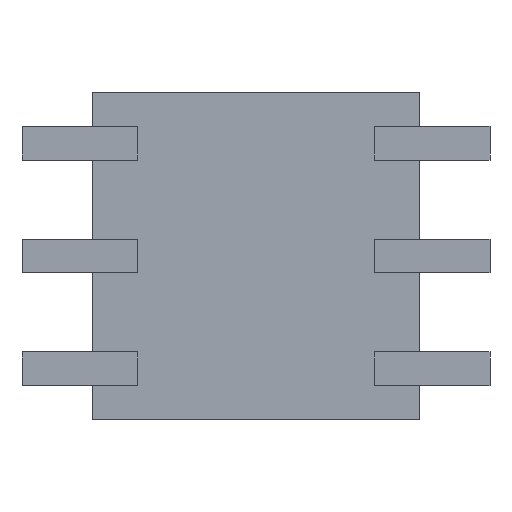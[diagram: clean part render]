
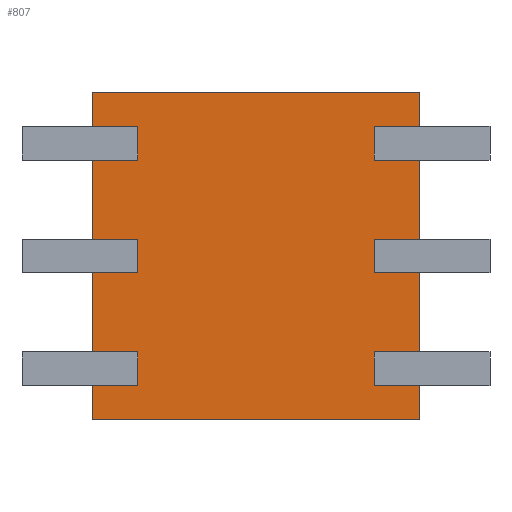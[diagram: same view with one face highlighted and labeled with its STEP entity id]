
A CAD part, front view. The second image highlights one B-rep face of the part: STEP entity #807.
In plain terms, the highlighted planar face has unit normal (0, -1, 0).
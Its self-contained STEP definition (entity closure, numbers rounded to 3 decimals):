
#35=FACE_OUTER_BOUND('',#88,.T.);
#88=EDGE_LOOP('',(#553,#554,#555,#556));
#139=LINE('',#1153,#247);
#142=LINE('',#1159,#250);
#145=LINE('',#1165,#253);
#148=LINE('',#1169,#256);
#247=VECTOR('',#935,10.);
#250=VECTOR('',#940,10.);
#253=VECTOR('',#945,10.);
#256=VECTOR('',#950,10.);
#355=VERTEX_POINT('',#1150);
#356=VERTEX_POINT('',#1152);
#358=VERTEX_POINT('',#1158);
#360=VERTEX_POINT('',#1164);
#427=EDGE_CURVE('',#356,#355,#139,.T.);
#430=EDGE_CURVE('',#358,#356,#142,.T.);
#433=EDGE_CURVE('',#360,#358,#145,.T.);
#436=EDGE_CURVE('',#355,#360,#148,.T.);
#553=ORIENTED_EDGE('',*,*,#436,.T.);
#554=ORIENTED_EDGE('',*,*,#433,.T.);
#555=ORIENTED_EDGE('',*,*,#430,.T.);
#556=ORIENTED_EDGE('',*,*,#427,.T.);
#754=PLANE('',#881);
#807=ADVANCED_FACE('',(#35),#754,.T.);
#881=AXIS2_PLACEMENT_3D('',#1171,#953,#954);
#935=DIRECTION('',(0.,0.,1.));
#940=DIRECTION('',(1.,0.,0.));
#945=DIRECTION('',(0.,0.,-1.));
#950=DIRECTION('',(-1.,0.,0.));
#953=DIRECTION('center_axis',(0.,-1.,0.));
#954=DIRECTION('ref_axis',(0.,0.,-1.));
#1150=CARTESIAN_POINT('',(2.9,-5.2,2.9));
#1152=CARTESIAN_POINT('',(2.9,-5.2,-2.9));
#1153=CARTESIAN_POINT('',(2.9,-5.2,-2.9));
#1158=CARTESIAN_POINT('',(-2.9,-5.2,-2.9));
#1159=CARTESIAN_POINT('',(-2.9,-5.2,-2.9));
#1164=CARTESIAN_POINT('',(-2.9,-5.2,2.9));
#1165=CARTESIAN_POINT('',(-2.9,-5.2,2.9));
#1169=CARTESIAN_POINT('',(2.9,-5.2,2.9));
#1171=CARTESIAN_POINT('Origin',(0.,-5.2,0.));
